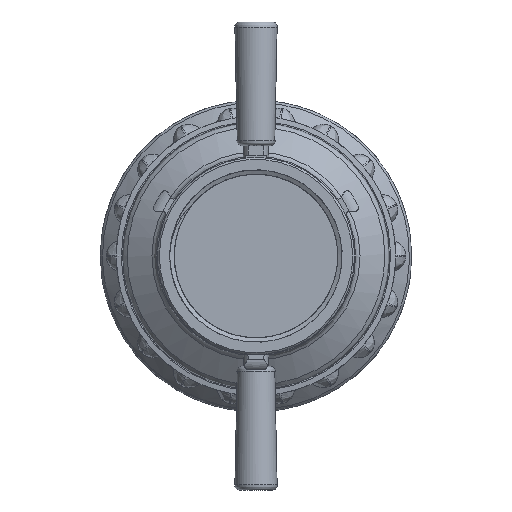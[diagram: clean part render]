
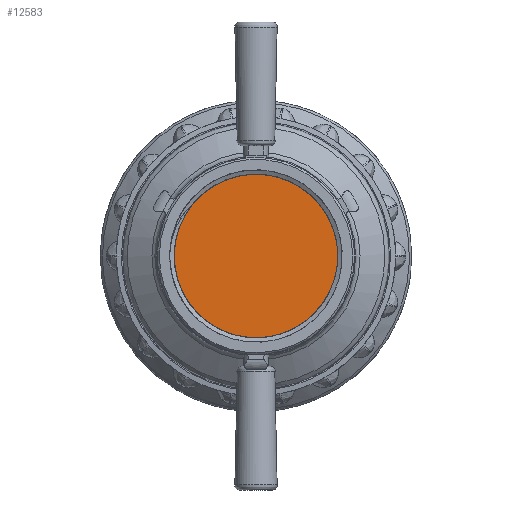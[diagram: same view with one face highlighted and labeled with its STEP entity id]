
A CAD part, front view. The second image highlights one B-rep face of the part: STEP entity #12583.
In plain terms, the highlighted planar face has unit normal (0, -1, 0).
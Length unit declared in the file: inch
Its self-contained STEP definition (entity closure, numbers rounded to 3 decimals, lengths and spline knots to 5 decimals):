
#720 = CARTESIAN_POINT ( 'NONE',  ( -2.75, -1.3209, -2.75 ) ) ;
#2367 = DIRECTION ( 'NONE',  ( 1., 0., 0. ) ) ;
#3124 = EDGE_LOOP ( 'NONE', ( #10660 ) ) ;
#4327 = CARTESIAN_POINT ( 'NONE',  ( -2.106, -1.3209, 0. ) ) ;
#6893 = AXIS2_PLACEMENT_3D ( 'NONE', #720, #12184, #2367 ) ;
#8089 = DIRECTION ( 'NONE',  ( 0., 1., 0. ) ) ;
#10660 = ORIENTED_EDGE ( 'NONE', *, *, #13584, .F. ) ;
#12184 = DIRECTION ( 'NONE',  ( 0., -1., 0. ) ) ;
#12583 = ADVANCED_FACE ( 'NONE', ( #17581 ), #15402, .T. ) ;
#13193 = CIRCLE ( 'NONE', #15270, 2.106 ) ;
#13584 = EDGE_CURVE ( 'NONE', #16333, #16333, #13193, .T. ) ;
#15270 = AXIS2_PLACEMENT_3D ( 'NONE', #17893, #8089, #19541 ) ;
#15402 = PLANE ( 'NONE',  #6893 ) ;
#16333 = VERTEX_POINT ( 'NONE', #4327 ) ;
#17581 = FACE_OUTER_BOUND ( 'NONE', #3124, .T. ) ;
#17893 = CARTESIAN_POINT ( 'NONE',  ( 0., -1.3209, 0. ) ) ;
#19541 = DIRECTION ( 'NONE',  ( -1., 0., 0. ) ) ;
